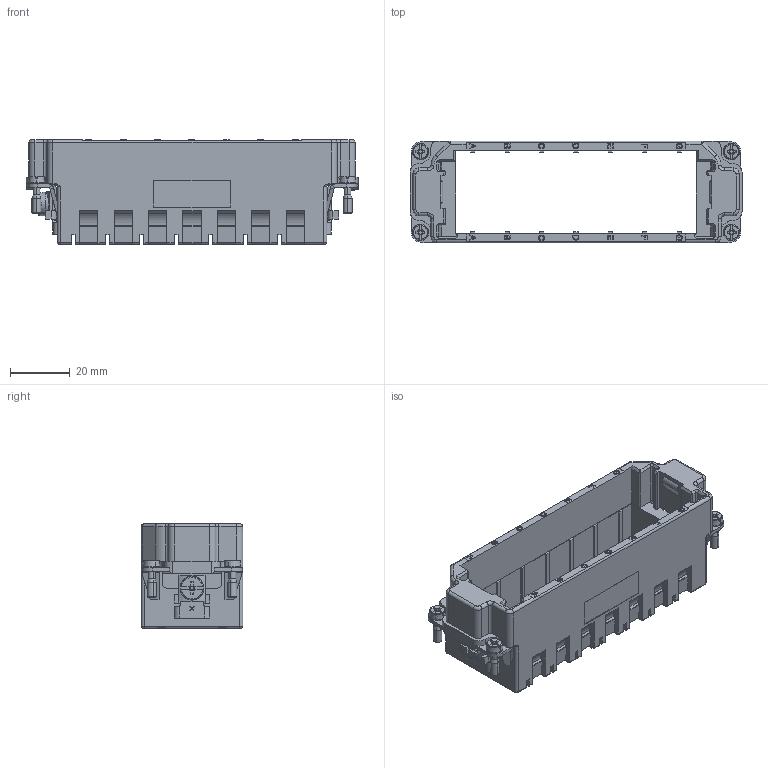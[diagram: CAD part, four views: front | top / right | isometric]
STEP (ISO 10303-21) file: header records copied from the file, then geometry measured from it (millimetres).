
FILE_DESCRIPTION(/* description */ (''),/* implementation_level */ '2;1');
FILE_NAME(/* name */ 'C146_P24_001_G8.stp',/* time_stamp */ '2018-02-28T12:41:15+01:00',/* author */ (''),/* organization */ (''),/* preprocessor_version */ 'ST-DEVELOPER v16',/* originating_system */ 'SIEMENS PLM Software NX 11.0',/* authorisation */ '');
FILE_SCHEMA (('AP203_CONFIGURATION_CONTROLLED_3D_DESIGN_OF_MECHANICAL_PARTS_AND_ASSEMBLIES_MIM_LF { 1 0 10303 403 2 1 2}'));
Length unit declared in the file: millimetre
Products named in the file (1): c146 p24 001 g8nxm001-03
Bounding box: 111 x 34 x 34.9 mm (x, y, z)
Volume: 31251.9 mm3; surface area: 23307.3 mm2
Topology: 1 solids, 1 shells, 1261 faces, 3560 edges, 2322 vertices
Faces by surface type: plane 792, cylinder 288, cone 74, extrusion 57, torus 26, bspline 22, sphere 2
Full cylindrical faces by diameter (mm): 3.3 x1, 4 x2, 8 x3
Entity records: 45958 total; most frequent: CARTESIAN_POINT 13110, ORIENTED_EDGE 7070, DIRECTION 5843, EDGE_CURVE 3535, VERTEX_POINT 2315, VECTOR 2143, LINE 2086, AXIS2_PLACEMENT_3D 1850
